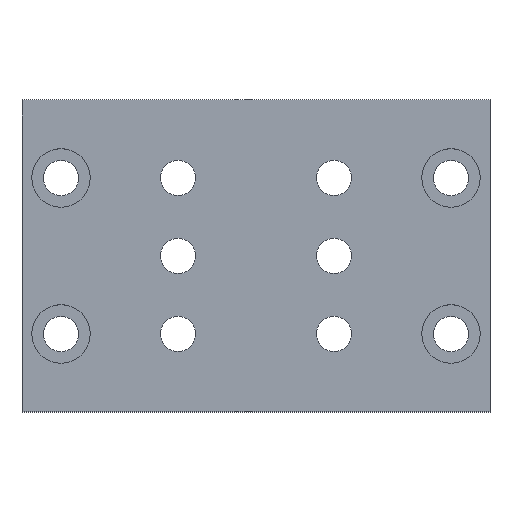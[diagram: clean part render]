
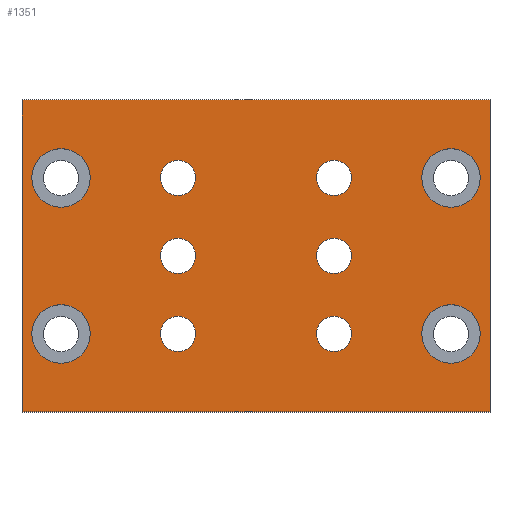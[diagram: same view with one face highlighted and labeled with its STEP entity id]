
A CAD part, top view. The second image highlights one B-rep face of the part: STEP entity #1351.
In plain terms, the highlighted planar face has unit normal (0, 0, 1).
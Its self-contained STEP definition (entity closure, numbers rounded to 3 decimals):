
#139=CARTESIAN_POINT('',(24.5,0.,7.5));
#140=VERTEX_POINT('',#139);
#141=CARTESIAN_POINT('',(20.,0.,7.5));
#142=DIRECTION('',(0.0,0.0,-1.0));
#143=DIRECTION('',(-1.0,0.0,0.0));
#144=AXIS2_PLACEMENT_3D('',#141,#142,#143);
#145=CIRCLE('',#144,4.5);
#146=EDGE_CURVE('',#140,#140,#145,.T.);
#249=CARTESIAN_POINT('',(24.5,20.,7.5));
#250=VERTEX_POINT('',#249);
#251=CARTESIAN_POINT('',(20.,20.,7.5));
#252=DIRECTION('',(0.0,0.0,-1.0));
#253=DIRECTION('',(-1.0,0.0,0.0));
#254=AXIS2_PLACEMENT_3D('',#251,#252,#253);
#255=CIRCLE('',#254,4.5);
#256=EDGE_CURVE('',#250,#250,#255,.T.);
#359=CARTESIAN_POINT('',(-15.5,-20.,7.5));
#360=VERTEX_POINT('',#359);
#361=CARTESIAN_POINT('',(-20.,-20.,7.5));
#362=DIRECTION('',(0.0,0.0,-1.0));
#363=DIRECTION('',(-1.0,0.0,0.0));
#364=AXIS2_PLACEMENT_3D('',#361,#362,#363);
#365=CIRCLE('',#364,4.5);
#366=EDGE_CURVE('',#360,#360,#365,.T.);
#469=CARTESIAN_POINT('',(-15.5,0.,7.5));
#470=VERTEX_POINT('',#469);
#471=CARTESIAN_POINT('',(-20.,0.,7.5));
#472=DIRECTION('',(0.0,0.0,-1.0));
#473=DIRECTION('',(-1.0,0.0,0.0));
#474=AXIS2_PLACEMENT_3D('',#471,#472,#473);
#475=CIRCLE('',#474,4.5);
#476=EDGE_CURVE('',#470,#470,#475,.T.);
#579=CARTESIAN_POINT('',(24.5,-20.,7.5));
#580=VERTEX_POINT('',#579);
#581=CARTESIAN_POINT('',(20.,-20.,7.5));
#582=DIRECTION('',(0.0,0.0,-1.0));
#583=DIRECTION('',(-1.0,0.0,0.0));
#584=AXIS2_PLACEMENT_3D('',#581,#582,#583);
#585=CIRCLE('',#584,4.5);
#586=EDGE_CURVE('',#580,#580,#585,.T.);
#689=CARTESIAN_POINT('',(-15.5,20.,7.5));
#690=VERTEX_POINT('',#689);
#691=CARTESIAN_POINT('',(-20.,20.,7.5));
#692=DIRECTION('',(0.0,0.0,-1.0));
#693=DIRECTION('',(-1.0,0.0,0.0));
#694=AXIS2_PLACEMENT_3D('',#691,#692,#693);
#695=CIRCLE('',#694,4.5);
#696=EDGE_CURVE('',#690,#690,#695,.T.);
#758=CARTESIAN_POINT('',(57.5,-20.,7.5));
#759=VERTEX_POINT('',#758);
#760=CARTESIAN_POINT('',(50.,-20.,7.5));
#761=DIRECTION('',(0.0,0.0,-1.0));
#762=DIRECTION('',(1.0,0.0,0.0));
#763=AXIS2_PLACEMENT_3D('',#760,#761,#762);
#764=CIRCLE('',#763,7.5);
#765=EDGE_CURVE('',#759,#759,#764,.T.);
#868=CARTESIAN_POINT('',(-42.5,20.0,7.5));
#869=VERTEX_POINT('',#868);
#870=CARTESIAN_POINT('',(-50.,20.0,7.5));
#871=DIRECTION('',(0.0,0.0,-1.0));
#872=DIRECTION('',(1.0,0.0,0.0));
#873=AXIS2_PLACEMENT_3D('',#870,#871,#872);
#874=CIRCLE('',#873,7.5);
#875=EDGE_CURVE('',#869,#869,#874,.T.);
#978=CARTESIAN_POINT('',(57.5,20.,7.5));
#979=VERTEX_POINT('',#978);
#980=CARTESIAN_POINT('',(50.,20.,7.5));
#981=DIRECTION('',(0.0,0.0,-1.0));
#982=DIRECTION('',(1.0,0.0,0.0));
#983=AXIS2_PLACEMENT_3D('',#980,#981,#982);
#984=CIRCLE('',#983,7.5);
#985=EDGE_CURVE('',#979,#979,#984,.T.);
#1088=CARTESIAN_POINT('',(-42.5,-20.0,7.5));
#1089=VERTEX_POINT('',#1088);
#1090=CARTESIAN_POINT('',(-50.,-20.0,7.5));
#1091=DIRECTION('',(0.0,0.0,-1.0));
#1092=DIRECTION('',(1.0,0.0,0.0));
#1093=AXIS2_PLACEMENT_3D('',#1090,#1091,#1092);
#1094=CIRCLE('',#1093,7.5);
#1095=EDGE_CURVE('',#1089,#1089,#1094,.T.);
#1219=CARTESIAN_POINT('',(-60.,-40.0,7.5));
#1220=VERTEX_POINT('',#1219);
#1221=CARTESIAN_POINT('',(-60.,40.0,7.5));
#1222=VERTEX_POINT('',#1221);
#1223=CARTESIAN_POINT('',(-60.,-40.0,7.5));
#1224=DIRECTION('',(0.0,1.0,0.0));
#1225=VECTOR('',#1224,80.0);
#1226=LINE('',#1223,#1225);
#1227=EDGE_CURVE('',#1220,#1222,#1226,.T.);
#1250=CARTESIAN_POINT('',(60.,40.,7.5));
#1251=VERTEX_POINT('',#1250);
#1252=CARTESIAN_POINT('',(-60.,40.0,7.5));
#1253=DIRECTION('',(1.0,0.0,0.0));
#1254=VECTOR('',#1253,120.0);
#1255=LINE('',#1252,#1254);
#1256=EDGE_CURVE('',#1222,#1251,#1255,.T.);
#1274=CARTESIAN_POINT('',(60.,-40.,7.5));
#1275=VERTEX_POINT('',#1274);
#1276=CARTESIAN_POINT('',(60.,40.,7.5));
#1277=DIRECTION('',(0.0,-1.0,0.0));
#1278=VECTOR('',#1277,80.);
#1279=LINE('',#1276,#1278);
#1280=EDGE_CURVE('',#1251,#1275,#1279,.T.);
#1298=CARTESIAN_POINT('',(60.,-40.,7.5));
#1299=DIRECTION('',(-1.0,0.0,0.0));
#1300=VECTOR('',#1299,120.0);
#1301=LINE('',#1298,#1300);
#1302=EDGE_CURVE('',#1275,#1220,#1301,.T.);
#1310=CARTESIAN_POINT('',(0.,0.,7.5));
#1311=DIRECTION('',(0.0,0.0,1.0));
#1312=DIRECTION('',(1.0,0.0,0.0));
#1313=AXIS2_PLACEMENT_3D('',#1310,#1311,#1312);
#1314=PLANE('',#1313);
#1315=ORIENTED_EDGE('',*,*,#1227,.F.);
#1316=ORIENTED_EDGE('',*,*,#1302,.F.);
#1317=ORIENTED_EDGE('',*,*,#1280,.F.);
#1318=ORIENTED_EDGE('',*,*,#1256,.F.);
#1319=EDGE_LOOP('',(#1315,#1316,#1317,#1318));
#1320=FACE_OUTER_BOUND('',#1319,.T.);
#1321=ORIENTED_EDGE('',*,*,#146,.T.);
#1322=EDGE_LOOP('',(#1321));
#1323=FACE_BOUND('',#1322,.T.);
#1324=ORIENTED_EDGE('',*,*,#256,.T.);
#1325=EDGE_LOOP('',(#1324));
#1326=FACE_BOUND('',#1325,.T.);
#1327=ORIENTED_EDGE('',*,*,#366,.T.);
#1328=EDGE_LOOP('',(#1327));
#1329=FACE_BOUND('',#1328,.T.);
#1330=ORIENTED_EDGE('',*,*,#476,.T.);
#1331=EDGE_LOOP('',(#1330));
#1332=FACE_BOUND('',#1331,.T.);
#1333=ORIENTED_EDGE('',*,*,#586,.T.);
#1334=EDGE_LOOP('',(#1333));
#1335=FACE_BOUND('',#1334,.T.);
#1336=ORIENTED_EDGE('',*,*,#696,.T.);
#1337=EDGE_LOOP('',(#1336));
#1338=FACE_BOUND('',#1337,.T.);
#1339=ORIENTED_EDGE('',*,*,#765,.T.);
#1340=EDGE_LOOP('',(#1339));
#1341=FACE_BOUND('',#1340,.T.);
#1342=ORIENTED_EDGE('',*,*,#875,.T.);
#1343=EDGE_LOOP('',(#1342));
#1344=FACE_BOUND('',#1343,.T.);
#1345=ORIENTED_EDGE('',*,*,#985,.T.);
#1346=EDGE_LOOP('',(#1345));
#1347=FACE_BOUND('',#1346,.T.);
#1348=ORIENTED_EDGE('',*,*,#1095,.T.);
#1349=EDGE_LOOP('',(#1348));
#1350=FACE_BOUND('',#1349,.T.);
#1351=ADVANCED_FACE('',(#1320,#1323,#1326,#1329,#1332,#1335,#1338,#1341,#1344,#1347,#1350),#1314,.T.);
